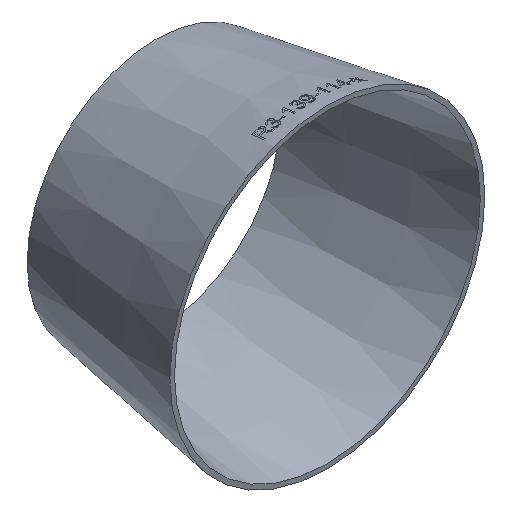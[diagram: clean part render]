
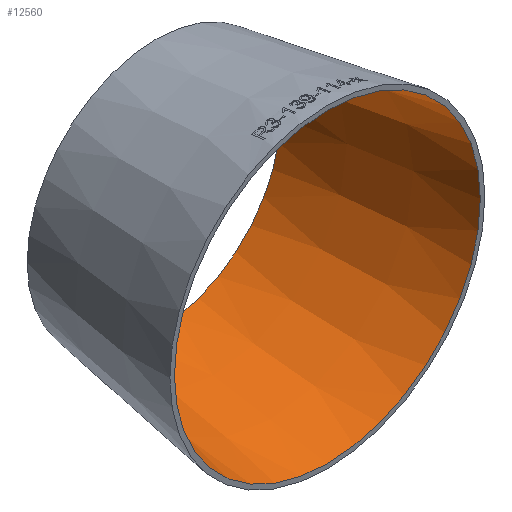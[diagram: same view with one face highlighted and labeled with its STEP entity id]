
A CAD part, isometric view. The second image highlights one B-rep face of the part: STEP entity #12560.
In plain terms, the highlighted conical face has half-angle 9.487 degrees and reference radius 67.822 mm.
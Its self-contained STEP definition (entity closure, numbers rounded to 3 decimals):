
#412 = CONICAL_SURFACE ( 'NONE', #984, 67.822, 0.166 ) ;
#439 = DIRECTION ( 'NONE',  ( 0., -1., 0. ) ) ;
#984 = AXIS2_PLACEMENT_3D ( 'NONE', #15997, #14629, #11634 ) ;
#2825 = CARTESIAN_POINT ( 'NONE',  ( 0., 0., 0. ) ) ;
#3518 = CIRCLE ( 'NONE', #14821, 67.822 ) ;
#5015 = FACE_OUTER_BOUND ( 'NONE', #7283, .T. ) ;
#6008 = EDGE_LOOP ( 'NONE', ( #6284 ) ) ;
#6284 = ORIENTED_EDGE ( 'NONE', *, *, #17461, .F. ) ;
#6725 = CARTESIAN_POINT ( 'NONE',  ( 0., 0., -67.822 ) ) ;
#6898 = DIRECTION ( 'NONE',  ( 0., 0., -1. ) ) ;
#7173 = ORIENTED_EDGE ( 'NONE', *, *, #10429, .T. ) ;
#7283 = EDGE_LOOP ( 'NONE', ( #7173 ) ) ;
#8594 = DIRECTION ( 'NONE',  ( 0., 0., -1. ) ) ;
#10268 = VERTEX_POINT ( 'NONE', #6725 ) ;
#10429 = EDGE_CURVE ( 'NONE', #10268, #10268, #3518, .T. ) ;
#11634 = DIRECTION ( 'NONE',  ( 0., 0., -1. ) ) ;
#11988 = CARTESIAN_POINT ( 'NONE',  ( 0., 76., -55.122 ) ) ;
#12560 = ADVANCED_FACE ( 'NONE', ( #17359, #5015 ), #412, .F. ) ;
#13787 = DIRECTION ( 'NONE',  ( 0., -1., 0. ) ) ;
#14017 = CIRCLE ( 'NONE', #16575, 55.122 ) ;
#14216 = CARTESIAN_POINT ( 'NONE',  ( 0., 76., 0. ) ) ;
#14629 = DIRECTION ( 'NONE',  ( 0., -1., 0. ) ) ;
#14821 = AXIS2_PLACEMENT_3D ( 'NONE', #2825, #13787, #6898 ) ;
#15064 = VERTEX_POINT ( 'NONE', #11988 ) ;
#15997 = CARTESIAN_POINT ( 'NONE',  ( 0., 0., 0. ) ) ;
#16575 = AXIS2_PLACEMENT_3D ( 'NONE', #14216, #439, #8594 ) ;
#17359 = FACE_BOUND ( 'NONE', #6008, .T. ) ;
#17461 = EDGE_CURVE ( 'NONE', #15064, #15064, #14017, .T. ) ;
